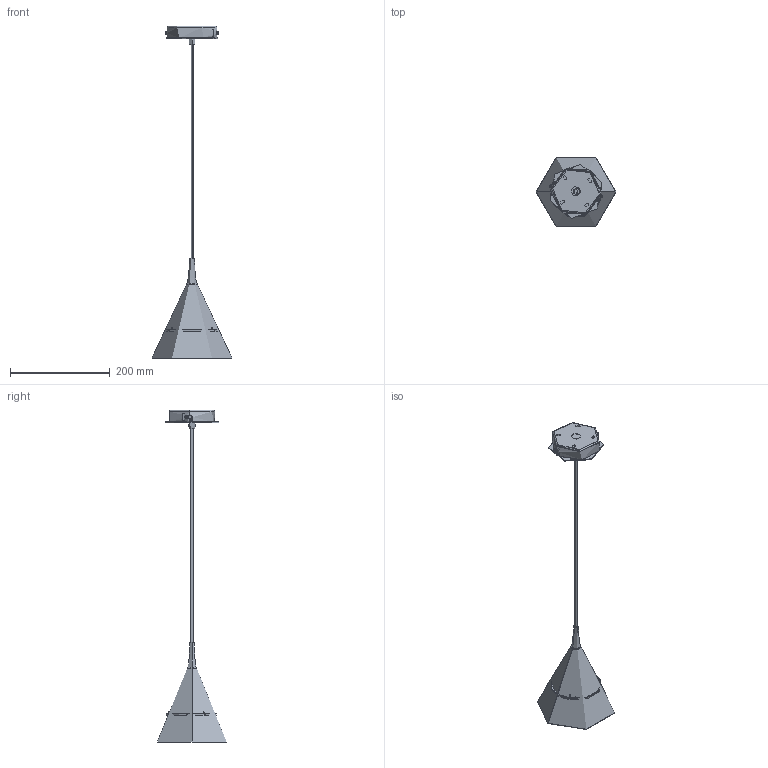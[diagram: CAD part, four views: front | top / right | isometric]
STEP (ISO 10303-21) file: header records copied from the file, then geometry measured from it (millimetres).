
FILE_DESCRIPTION (( 'STEP AP214' ), '1' );
FILE_NAME ('CONO_150_SOSPENSIONE.STEP', '2020-08-12T10:09:48', ( '' ), ( '' ), 'SwSTEP 2.0', 'SolidWorks 2014', '' );
FILE_SCHEMA (( 'AUTOMOTIVE_DESIGN' ));
Length unit declared in the file: millimetre
Products named in the file (42): CONO_150_SOSPENSIONE; AVS_STAFFA_SUPPORTO_ART_1716; Tige M10 x 1 x 15; raccordo_teomech_m8int_m10est; grano_plast_m4x6_taglio_cacc; rondella dentellata d 3; 048PXS_006; EA_SCHEDA_LED_CL152_D100_17W+DIFFUSORE; BLOCCACAVO STEAB ART 5100; 048PXS_005; 048PXS_008; 048PXS_002.SLDDRW; vite tsp-autofil-2-9x6,5; 048PXS_003.SLDDRW; vite tc m3x12 croce; CAVO4X0,5_TESSUTO_NERO; 048PXS_001; 048PXS_004; BOA_100_ASSIEME_alimentazione
Assembly tree (26 placements, depth 3):
  CONO_150_SOSPENSIONE
    048PXS_004
    BOA_100_ASSIEME_alimentazione
      048PXS_002.SLDDRW
      vite tc m3x12 croce  x2
      rondella dentellata d 3  x2
      048PXS_001
      AVS_STAFFA_SUPPORTO_ART_1716
      BLOCCACAVO STEAB ART 5100
      048PXS_003.SLDDRW
      CAVO4X0,5_TESSUTO_NERO
    EA_SCHEDA_LED_CL152_D100_17W+DIFFUSORE
    048PXS_005
    Tige M10 x 1 x 15
    048PXS_006
    raccordo_teomech_m8int_m10est
    048PXS_008
    vite tsp-autofil-2-9x6,5  x3
    grano_plast_m4x6_taglio_cacc  x2
  grano_plast_m4x6_taglio_cacc
  rondella dentellata d 3
  CONO_150_SOSPENSIONE
    vite tsp-autofil-2-9x6,5
    vite tsp-autofil-2-9x6,5
    vite tsp-autofil-2-9x6,5
  raccordo_teomech_m8int_m10est
Bounding box: 160 x 138.56 x 666 mm (x, y, z)
Volume: 151081.2 mm3; surface area: 221807.6 mm2
Topology: 23 solids, 23 shells, 827 faces, 2043 edges, 1307 vertices
Faces by surface type: plane 524, cylinder 166, cone 95, torus 31, bspline 9, sphere 2
Entity records: 21837 total; most frequent: CARTESIAN_POINT 5350, DIRECTION 3148, ORIENTED_EDGE 3112, EDGE_CURVE 1556, AXIS2_PLACEMENT_3D 1052, LINE 1044, VECTOR 1044, VERTEX_POINT 996
